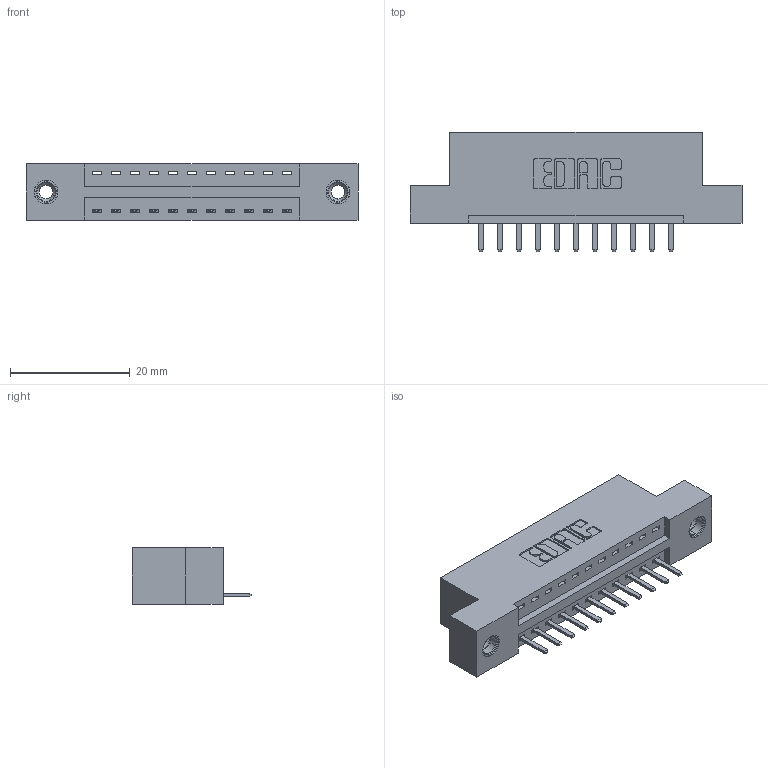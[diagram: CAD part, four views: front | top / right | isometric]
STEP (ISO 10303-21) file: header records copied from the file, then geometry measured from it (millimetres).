
FILE_DESCRIPTION (( 'STEP AP203' ), '1' );
FILE_NAME ('346-011-520-108.STEP', '2022-05-05T00:46:08', ( '' ), ( '' ), 'SwSTEP 2.0', 'SolidWorks 2020', '' );
FILE_SCHEMA (( 'CONFIG_CONTROL_DESIGN' ));
Length unit declared in the file: inch
Products named in the file (4): 345-292-001_345-293-120; 346-011-520-108; 346 Part_Flush Mounting Lugs - 0.156 Dia-TI; 345-250-001_345-250-003-102
Assembly tree (14 placements, depth 2):
  346-011-520-108
    346 Part_Flush Mounting Lugs - 0.156 Dia-TI
    345-292-001_345-293-120  x11
    345-250-001_345-250-003-102  x2
Bounding box: 55.5 x 20.02 x 9.4 mm (x, y, z)
Volume: 5060.7 mm3; surface area: 5906.9 mm2
Topology: 14 solids, 14 shells, 864 faces, 2489 edges, 1622 vertices
Faces by surface type: plane 570, cylinder 278, cone 12, torus 4
Entity records: 12300 total; most frequent: CARTESIAN_POINT 2112, ORIENTED_EDGE 2038, DIRECTION 1915, EDGE_CURVE 1019, VECTOR 819, LINE 819, VERTEX_POINT 672, AXIS2_PLACEMENT_3D 548
